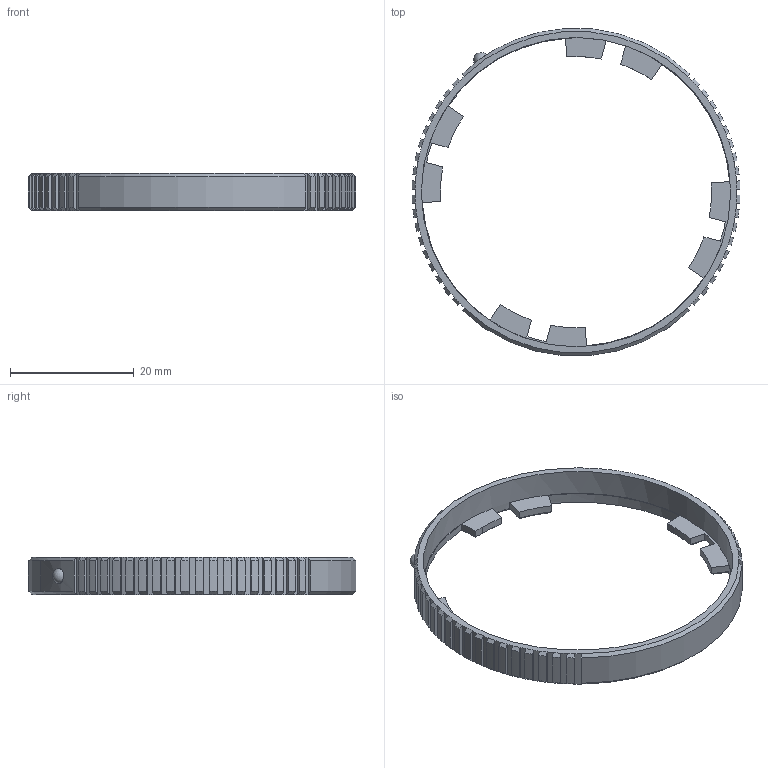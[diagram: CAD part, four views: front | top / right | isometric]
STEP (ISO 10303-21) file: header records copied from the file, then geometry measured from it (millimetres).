
FILE_DESCRIPTION(('HOOPS Exchange Step'),'2;1');
FILE_NAME('temp_export','2023-06-27T15:24:27-04:00',('gmoua'),('Shapr3D Limited'),'HOOPS Exchange 2022.2','Shapr3D','Authorized');
FILE_SCHEMA( ('AUTOMOTIVE_DESIGN { 1 0 10303 214 1 1 1 1 }') );
Length unit declared in the file: millimetre
Products named in the file (1): Leica M Lock Ring
Bounding box: 52.99 x 52.85 x 6 mm (x, y, z)
Volume: 1574.6 mm3; surface area: 2876.2 mm2
Topology: 1 solids, 1 shells, 300 faces, 716 edges, 418 vertices
Faces by surface type: plane 110, cylinder 98, cone 91, sphere 1
Full cylindrical faces by diameter (mm): 50 x1
Entity records: 8921 total; most frequent: CARTESIAN_POINT 2142, DIRECTION 1431, ORIENTED_EDGE 1430, EDGE_CURVE 715, AXIS2_PLACEMENT_3D 595, VERTEX_POINT 418, EDGE_LOOP 303, FACE_BOUND 303
